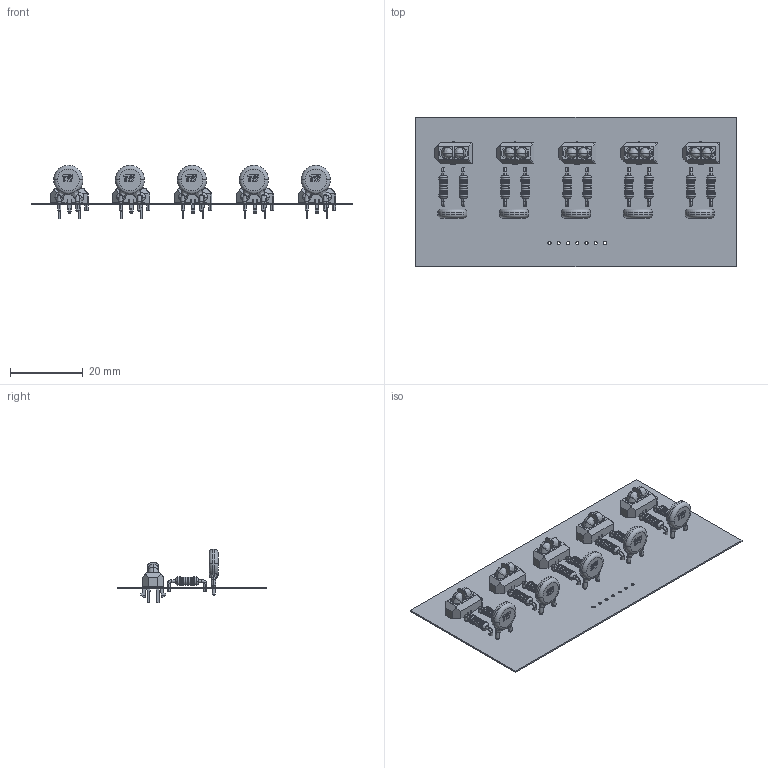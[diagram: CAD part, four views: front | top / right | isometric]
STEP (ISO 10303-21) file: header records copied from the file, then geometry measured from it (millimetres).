
FILE_DESCRIPTION(('Open CASCADE Model'),'2;1');
FILE_NAME('Open CASCADE Shape Model','2022-11-17T13:45:55',('Author'),( 'Open CASCADE'),'Open CASCADE STEP processor 6.8','Open CASCADE 6.8' ,'Unknown');
FILE_SCHEMA(('AUTOMOTIVE_DESIGN { 1 0 10303 214 1 1 1 1 }'));
Length unit declared in the file: millimetre
Products named in the file (26): PCB; Board; Open CASCADE STEP translator 6.8 1.1.1; C5; tu_hoa_5mm; C4; C3; C2; C1; U5; TCRT5000--3DModel-STEP-56544; U4; U3; U2; U1; R10; SW3dPS-AXIAL_RESISTOR(0.25W); R9; R8; R7; R6; R5; R4; R3; R2; R1
Assembly tree (42 placements, depth 3):
  PCB
    Board
      Open CASCADE STEP translator 6.8 1.1.1
    C5
      tu_hoa_5mm
    C4
      tu_hoa_5mm
    C3
      tu_hoa_5mm
    C2
      tu_hoa_5mm
    C1
      tu_hoa_5mm
    U5
      TCRT5000--3DModel-STEP-56544
    U4
      TCRT5000--3DModel-STEP-56544
    U3
      TCRT5000--3DModel-STEP-56544
    U2
      TCRT5000--3DModel-STEP-56544
    U1
      TCRT5000--3DModel-STEP-56544
    R10
      SW3dPS-AXIAL_RESISTOR(0.25W)
    R9
      SW3dPS-AXIAL_RESISTOR(0.25W)
    R8
      SW3dPS-AXIAL_RESISTOR(0.25W)
    R7
      SW3dPS-AXIAL_RESISTOR(0.25W)
    R6
      SW3dPS-AXIAL_RESISTOR(0.25W)
    R5
      SW3dPS-AXIAL_RESISTOR(0.25W)
    R4
      SW3dPS-AXIAL_RESISTOR(0.25W)
    R3
      SW3dPS-AXIAL_RESISTOR(0.25W)
    R2
      SW3dPS-AXIAL_RESISTOR(0.25W)
    R1
      SW3dPS-AXIAL_RESISTOR(0.25W)
Bounding box: 88 x 41 x 14.64 mm (x, y, z)
Volume: 3586.5 mm3; surface area: 10679.9 mm2
Topology: 51 solids, 51 shells, 2298 faces, 5893 edges, 3737 vertices
Faces by surface type: plane 1326, cylinder 497, bspline 295, revolution 120, torus 30, cone 30
Full cylindrical faces by diameter (mm): 0.787 x30, 0.864 x7, 1 x25, 2.5 x10
Entity records: 19395 total; most frequent: CARTESIAN_POINT 5780, ORIENTED_EDGE 2518, DIRECTION 2306, EDGE_CURVE 1259, LINE 848, VECTOR 848, VERTEX_POINT 815, AXIS2_PLACEMENT_3D 723
